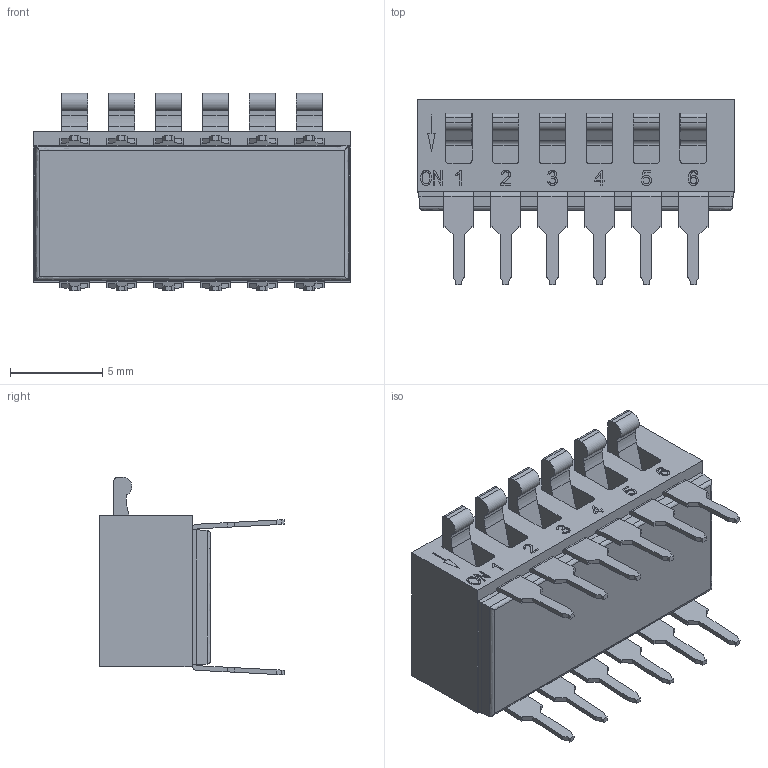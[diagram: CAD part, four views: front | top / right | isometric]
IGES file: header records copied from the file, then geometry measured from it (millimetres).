
Start section:  PTC IGES file: ksp62.igs
Global section: file name: ksp62.igs; native system: Creo Parametric by Parametric Technology Corporation; preprocessor: 2015030; author: T-KAWASHIMA; organization: Unknown; date: 20160707.100344; units: millimetre
Bounding box: 17.2 x 10.02 x 10.7 mm (x, y, z)
Volume: 820.3 mm3; surface area: 924.5 mm2
Topology: 1 solids, 1 shells, 664 faces, 1864 edges, 1228 vertices
Faces by surface type: bspline 388, extrusion 200, revolution 76
